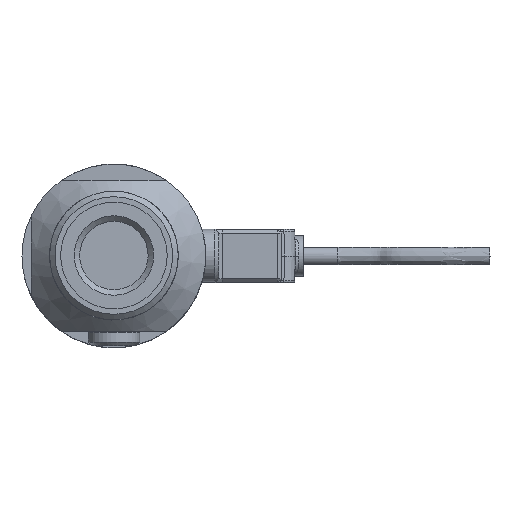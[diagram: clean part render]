
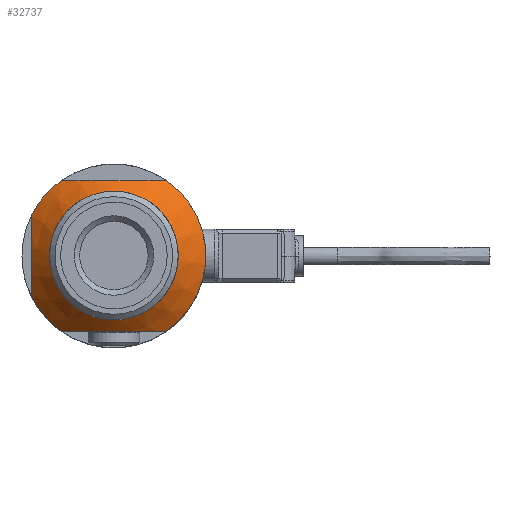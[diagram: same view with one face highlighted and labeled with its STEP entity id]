
A CAD part, top view. The second image highlights one B-rep face of the part: STEP entity #32737.
In plain terms, the highlighted conical face has half-angle 45 degrees and reference radius 25 mm.
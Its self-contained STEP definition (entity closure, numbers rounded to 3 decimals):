
#108=CONICAL_SURFACE('',#34478,25.,0.785);
#4916=B_SPLINE_CURVE_WITH_KNOTS('',3,(#56961,#56962,#56963,#56964,#56965,
#56966,#56967,#56968,#56969,#56970),.UNSPECIFIED.,.F.,.F.,(4,1,1,1,1,1,
1,4),(0.064,0.072,0.076,0.079,
0.083,0.087,0.091,0.094),
 .UNSPECIFIED.);
#4917=B_SPLINE_CURVE_WITH_KNOTS('',3,(#56981,#56982,#56983,#56984,#56985,
#56986,#56987,#56988,#56989,#56990),.UNSPECIFIED.,.F.,.F.,(4,1,1,1,1,1,
1,4),(0.06,0.064,0.067,0.071,
0.075,0.078,0.082,0.09),
 .UNSPECIFIED.);
#4918=B_SPLINE_CURVE_WITH_KNOTS('',3,(#56999,#57000,#57001,#57002,#57003,
#57004,#57005,#57006),.UNSPECIFIED.,.F.,.F.,(4,1,1,1,1,4),(0.066,
0.071,0.077,0.082,0.085,
0.088),.UNSPECIFIED.);
#8960=ORIENTED_EDGE('',*,*,#13713,.F.);
#8961=ORIENTED_EDGE('',*,*,#13869,.T.);
#8962=ORIENTED_EDGE('',*,*,#13862,.T.);
#8963=ORIENTED_EDGE('',*,*,#13870,.T.);
#8964=ORIENTED_EDGE('',*,*,#13867,.T.);
#8965=ORIENTED_EDGE('',*,*,#13871,.T.);
#8966=ORIENTED_EDGE('',*,*,#13872,.T.);
#13713=EDGE_CURVE('',#16480,#16480,#17887,.T.);
#13862=EDGE_CURVE('',#16564,#16563,#4916,.T.);
#13867=EDGE_CURVE('',#16568,#16567,#4917,.T.);
#13869=EDGE_CURVE('',#16569,#16564,#17928,.T.);
#13870=EDGE_CURVE('',#16563,#16568,#17929,.T.);
#13871=EDGE_CURVE('',#16567,#16570,#17930,.T.);
#13872=EDGE_CURVE('',#16570,#16569,#4918,.T.);
#16480=VERTEX_POINT('',#56298);
#16563=VERTEX_POINT('',#56960);
#16564=VERTEX_POINT('',#56971);
#16567=VERTEX_POINT('',#56980);
#16568=VERTEX_POINT('',#56991);
#16569=VERTEX_POINT('',#56995);
#16570=VERTEX_POINT('',#56998);
#17887=CIRCLE('',#34371,17.5);
#17928=CIRCLE('',#34479,25.);
#17929=CIRCLE('',#34480,25.);
#17930=CIRCLE('',#34481,25.);
#19101=EDGE_LOOP('',(#8960));
#19102=EDGE_LOOP('',(#8961,#8962,#8963,#8964,#8965,#8966));
#20914=FACE_BOUND('',#19101,.T.);
#20915=FACE_BOUND('',#19102,.T.);
#32737=ADVANCED_FACE('',(#20914,#20915),#108,.T.);
#34371=AXIS2_PLACEMENT_3D('',#56297,#37797,#37798);
#34478=AXIS2_PLACEMENT_3D('',#56993,#38081,#38082);
#34479=AXIS2_PLACEMENT_3D('',#56994,#38083,#38084);
#34480=AXIS2_PLACEMENT_3D('',#56996,#38085,#38086);
#34481=AXIS2_PLACEMENT_3D('',#56997,#38087,#38088);
#37797=DIRECTION('',(0.,0.,1.));
#37798=DIRECTION('',(-1.,0.,0.));
#38081=DIRECTION('',(0.,0.,-1.));
#38082=DIRECTION('',(1.,0.,0.));
#38083=DIRECTION('',(0.,0.,1.));
#38084=DIRECTION('',(-1.,0.,0.));
#38085=DIRECTION('',(0.,0.,1.));
#38086=DIRECTION('',(-1.,0.,0.));
#38087=DIRECTION('',(0.,0.,1.));
#38088=DIRECTION('',(-1.,0.,0.));
#56297=CARTESIAN_POINT('',(0.,0.,
-40.));
#56298=CARTESIAN_POINT('',(-17.5,0.,-40.));
#56960=CARTESIAN_POINT('',(14.309,-20.5,-47.5));
#56961=CARTESIAN_POINT('',(-14.309,-20.5,-47.5));
#56962=CARTESIAN_POINT('',(-12.107,-20.5,-46.24));
#56963=CARTESIAN_POINT('',(-8.721,-20.5,-44.572));
#56964=CARTESIAN_POINT('',(-3.787,-20.5,-43.237));
#56965=CARTESIAN_POINT('',(-0.017,-20.5,-42.881));
#56966=CARTESIAN_POINT('',(3.806,-20.5,-43.24));
#56967=CARTESIAN_POINT('',(7.465,-20.5,-44.231));
#56968=CARTESIAN_POINT('',(10.966,-20.5,-45.683));
#56969=CARTESIAN_POINT('',(13.215,-20.5,-46.874));
#56970=CARTESIAN_POINT('',(14.309,-20.5,-47.5));
#56971=CARTESIAN_POINT('',(-14.309,-20.5,-47.5));
#56980=CARTESIAN_POINT('',(-14.309,20.5,-47.5));
#56981=CARTESIAN_POINT('',(14.309,20.5,-47.5));
#56982=CARTESIAN_POINT('',(13.229,20.5,-46.882));
#56983=CARTESIAN_POINT('',(11.028,20.5,-45.713));
#56984=CARTESIAN_POINT('',(7.487,20.5,-44.238));
#56985=CARTESIAN_POINT('',(3.832,20.5,-43.245));
#56986=CARTESIAN_POINT('',(-0.006,20.5,-42.88));
#56987=CARTESIAN_POINT('',(-3.775,20.5,-43.235));
#56988=CARTESIAN_POINT('',(-8.713,20.5,-44.568));
#56989=CARTESIAN_POINT('',(-12.117,20.5,-46.245));
#56990=CARTESIAN_POINT('',(-14.309,20.5,-47.5));
#56991=CARTESIAN_POINT('',(14.309,20.5,-47.5));
#56993=CARTESIAN_POINT('',(0.,0.,
-47.5));
#56994=CARTESIAN_POINT('',(0.,0.,
-47.5));
#56995=CARTESIAN_POINT('',(-22.5,-10.897,-47.5));
#56996=CARTESIAN_POINT('',(0.,0.,
-47.5));
#56997=CARTESIAN_POINT('',(0.,0.,
-47.5));
#56998=CARTESIAN_POINT('',(-22.5,10.897,-47.5));
#56999=CARTESIAN_POINT('',(-22.5,10.897,-47.5));
#57000=CARTESIAN_POINT('',(-22.5,9.167,-46.746));
#57001=CARTESIAN_POINT('',(-22.5,5.641,-45.487));
#57002=CARTESIAN_POINT('',(-22.5,-0.041,-44.758));
#57003=CARTESIAN_POINT('',(-22.5,-4.664,-45.359));
#57004=CARTESIAN_POINT('',(-22.5,-8.304,-46.44));
#57005=CARTESIAN_POINT('',(-22.5,-10.041,-47.127));
#57006=CARTESIAN_POINT('',(-22.5,-10.897,-47.5));
